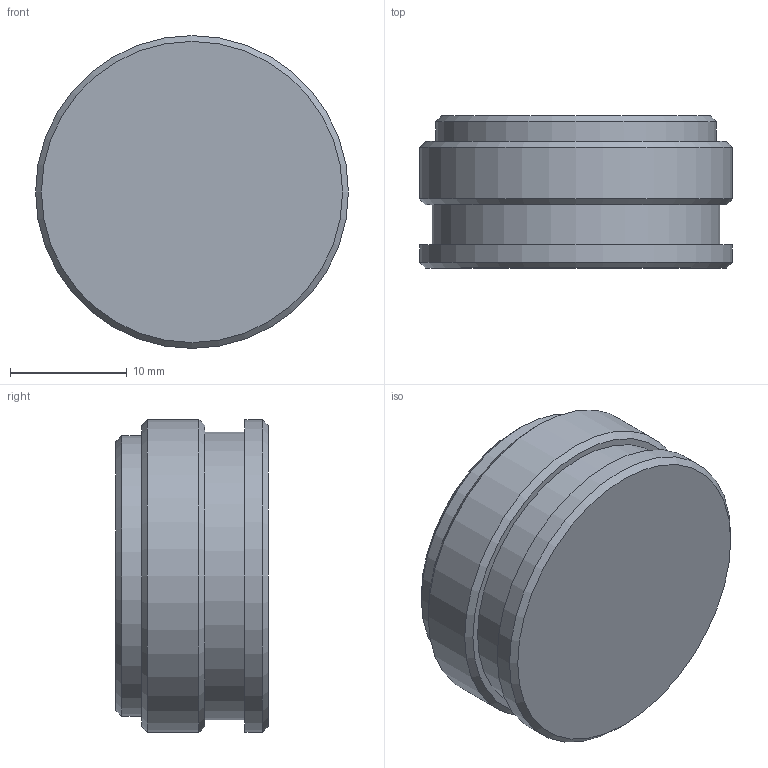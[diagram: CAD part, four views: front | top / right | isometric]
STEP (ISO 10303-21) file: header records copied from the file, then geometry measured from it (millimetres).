
FILE_DESCRIPTION (( 'STEP AP203' ), '1' );
FILE_NAME ('693023.STEP', '2024-07-15T02:28:02', ( 'Windows User' ), ( 'P R C' ), 'SwSTEP 2.0', 'SolidWorks 2020', '' );
FILE_SCHEMA (( 'CONFIG_CONTROL_DESIGN' ));
Length unit declared in the file: millimetre
Products named in the file (1): 693023
Bounding box: 26.74 x 13.02 x 26.74 mm (x, y, z)
Volume: 6738.1 mm3; surface area: 2249.9 mm2
Topology: 1 solids, 1 shells, 13 faces, 22 edges, 14 vertices
Faces by surface type: plane 5, cone 4, cylinder 4
Full cylindrical faces by diameter (mm): 24 x1, 24.61 x1, 26.74 x2
Entity records: 331 total; most frequent: DIRECTION 52, CARTESIAN_POINT 38, AXIS2_PLACEMENT_3D 26, ORIENTED_EDGE 24, EDGE_LOOP 24, FACE_OUTER_BOUND 17, ADVANCED_FACE 13, VERTEX_POINT 12
